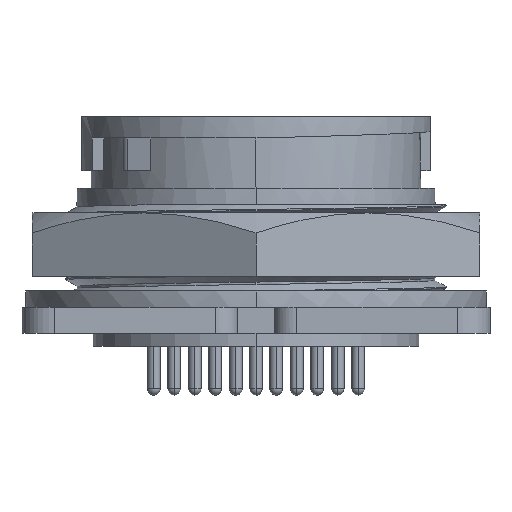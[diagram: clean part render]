
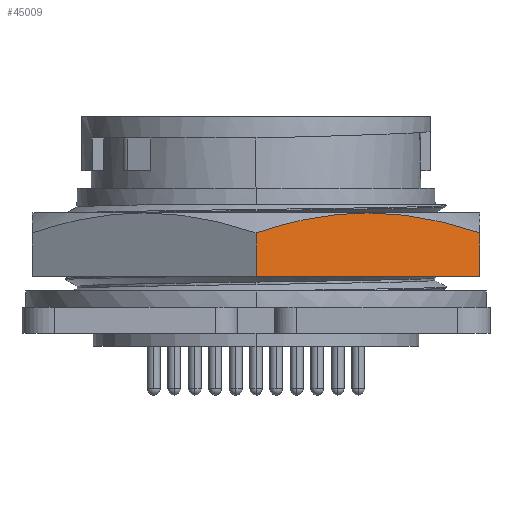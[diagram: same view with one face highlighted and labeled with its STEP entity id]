
A CAD part, left-side view. The second image highlights one B-rep face of the part: STEP entity #45009.
In plain terms, the highlighted planar face has unit normal (-0.866, -0.5, 0).
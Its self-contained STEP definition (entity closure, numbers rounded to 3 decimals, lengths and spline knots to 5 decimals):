
#4936 = VECTOR ( 'NONE', #33630, 39.37008 ) ;
#6311 = PLANE ( 'NONE',  #17968 ) ;
#6312 = CARTESIAN_POINT ( 'NONE',  ( -0.79386, 0., 0.36996 ) ) ;
#6313 = DIRECTION ( 'NONE',  ( 0.866, 0.5, 0. ) ) ;
#6314 = DIRECTION ( 'NONE',  ( -0.5, 0.866, 0. ) ) ;
#8820 = VERTEX_POINT ( 'NONE', #37688 ) ;
#8877 = VERTEX_POINT ( 'NONE', #37745 ) ;
#8878 = VERTEX_POINT ( 'NONE', #37746 ) ;
#9041 = B_SPLINE_CURVE_WITH_KNOTS ( 'NONE', 3,
 ( #11920, #11922, #11924, #11926, #11928, #11930 ),
 .UNSPECIFIED., .F., .F.,
 ( 4, 2, 4 ),
 ( 0., 0.0051, 0.0102 ),
 .UNSPECIFIED. ) ;
#11920 = CARTESIAN_POINT ( 'NONE',  ( -0.59539, -0.34375, 0.36996 ) ) ;
#11922 = CARTESIAN_POINT ( 'NONE',  ( -0.56152, -0.40241, 0.36996 ) ) ;
#11924 = CARTESIAN_POINT ( 'NONE',  ( -0.52811, -0.46029, 0.36409 ) ) ;
#11926 = CARTESIAN_POINT ( 'NONE',  ( -0.46202, -0.57475, 0.34271 ) ) ;
#11928 = CARTESIAN_POINT ( 'NONE',  ( -0.42935, -0.63134, 0.32728 ) ) ;
#11930 = CARTESIAN_POINT ( 'NONE',  ( -0.39693, -0.6875, 0.30856 ) ) ;
#17960 = FACE_OUTER_BOUND ( 'NONE', #42177, .T. ) ;
#17968 = AXIS2_PLACEMENT_3D ( 'NONE', #6312, #6313, #6314 ) ;
#19438 = VERTEX_POINT ( 'NONE', #37880 ) ;
#19487 = VERTEX_POINT ( 'NONE', #19955 ) ;
#19955 = CARTESIAN_POINT ( 'NONE',  ( -0.39693, -0.6875, 0.17496 ) ) ;
#21637 = LINE ( 'NONE', #21638, #35610 ) ;
#21638 = CARTESIAN_POINT ( 'NONE',  ( -0.79386, 0., 0.36996 ) ) ;
#21639 = DIRECTION ( 'NONE',  ( 0., 0., 1. ) ) ;
#23055 = CARTESIAN_POINT ( 'NONE',  ( -0.79386, 0., 0.30856 ) ) ;
#23056 = CARTESIAN_POINT ( 'NONE',  ( -0.76144, -0.05616, 0.32728 ) ) ;
#23057 = CARTESIAN_POINT ( 'NONE',  ( -0.72876, -0.11275, 0.34271 ) ) ;
#23058 = CARTESIAN_POINT ( 'NONE',  ( -0.66268, -0.22721, 0.36409 ) ) ;
#23059 = CARTESIAN_POINT ( 'NONE',  ( -0.62926, -0.28509, 0.36996 ) ) ;
#23060 = CARTESIAN_POINT ( 'NONE',  ( -0.59539, -0.34375, 0.36996 ) ) ;
#25768 = LINE ( 'NONE', #25769, #36105 ) ;
#25769 = CARTESIAN_POINT ( 'NONE',  ( -0.39693, -0.6875, 0.36996 ) ) ;
#25770 = DIRECTION ( 'NONE',  ( 0., 0., -1. ) ) ;
#26384 = B_SPLINE_CURVE_WITH_KNOTS ( 'NONE', 3,
 ( #23055, #23056, #23057, #23058, #23059, #23060 ),
 .UNSPECIFIED., .F., .F.,
 ( 4, 2, 4 ),
 ( 0., 0.0051, 0.0102 ),
 .UNSPECIFIED. ) ;
#28150 = EDGE_CURVE ( 'NONE', #19438, #8878, #9041, .T. ) ;
#28219 = EDGE_CURVE ( 'NONE', #19487, #8877, #33628, .T. ) ;
#28572 = EDGE_CURVE ( 'NONE', #8878, #19487, #25768, .T. ) ;
#28790 = EDGE_CURVE ( 'NONE', #8820, #19438, #26384, .T. ) ;
#28861 = EDGE_CURVE ( 'NONE', #8877, #8820, #21637, .T. ) ;
#33628 = LINE ( 'NONE', #33629, #4936 ) ;
#33629 = CARTESIAN_POINT ( 'NONE',  ( -0.39693, -0.6875, 0.17496 ) ) ;
#33630 = DIRECTION ( 'NONE',  ( -0.5, 0.866, 0. ) ) ;
#35610 = VECTOR ( 'NONE', #21639, 39.37008 ) ;
#36105 = VECTOR ( 'NONE', #25770, 39.37008 ) ;
#37688 = CARTESIAN_POINT ( 'NONE',  ( -0.79386, 0., 0.30856 ) ) ;
#37745 = CARTESIAN_POINT ( 'NONE',  ( -0.79386, 0., 0.17496 ) ) ;
#37746 = CARTESIAN_POINT ( 'NONE',  ( -0.39693, -0.6875, 0.30856 ) ) ;
#37880 = CARTESIAN_POINT ( 'NONE',  ( -0.59539, -0.34375, 0.36996 ) ) ;
#42177 = EDGE_LOOP ( 'NONE', ( #42602, #42209, #42335, #42369, #42190 ) ) ;
#42190 = ORIENTED_EDGE ( 'NONE', *, *, #28861, .F. ) ;
#42209 = ORIENTED_EDGE ( 'NONE', *, *, #28572, .F. ) ;
#42335 = ORIENTED_EDGE ( 'NONE', *, *, #28150, .F. ) ;
#42369 = ORIENTED_EDGE ( 'NONE', *, *, #28790, .F. ) ;
#42602 = ORIENTED_EDGE ( 'NONE', *, *, #28219, .F. ) ;
#45009 = ADVANCED_FACE ( 'NONE', ( #17960 ), #6311, .F. ) ;
